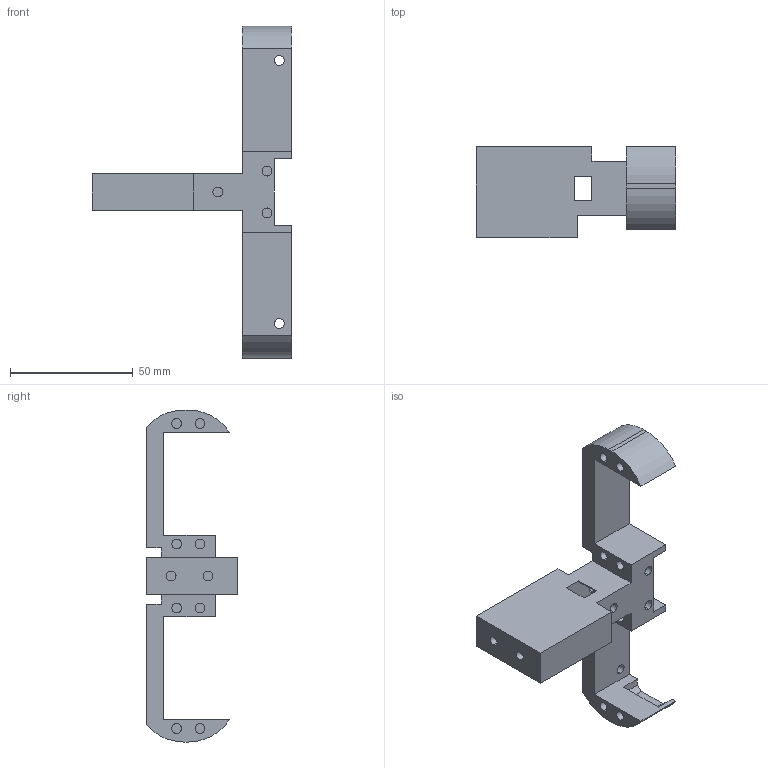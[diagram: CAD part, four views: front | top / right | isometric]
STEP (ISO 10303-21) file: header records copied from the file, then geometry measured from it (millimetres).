
FILE_DESCRIPTION (( 'STEP AP214' ), '1' );
FILE_NAME ('motor_body_mount_x2.STEP', '2021-05-02T05:06:18', ( '' ), ( '' ), 'SwSTEP 2.0', 'SolidWorks 2019', '' );
FILE_SCHEMA (( 'AUTOMOTIVE_DESIGN' ));
Length unit declared in the file: millimetre
Products named in the file (1): motor_body_mount_x2
Bounding box: 81 x 37 x 135 mm (x, y, z)
Volume: 56147.8 mm3; surface area: 21220 mm2
Topology: 1 solids, 1 shells, 95 faces, 246 edges, 164 vertices
Faces by surface type: plane 57, cylinder 38
Entity records: 2974 total; most frequent: DIRECTION 514, CARTESIAN_POINT 506, ORIENTED_EDGE 492, EDGE_CURVE 246, AXIS2_PLACEMENT_3D 172, LINE 170, VECTOR 170, VERTEX_POINT 164
